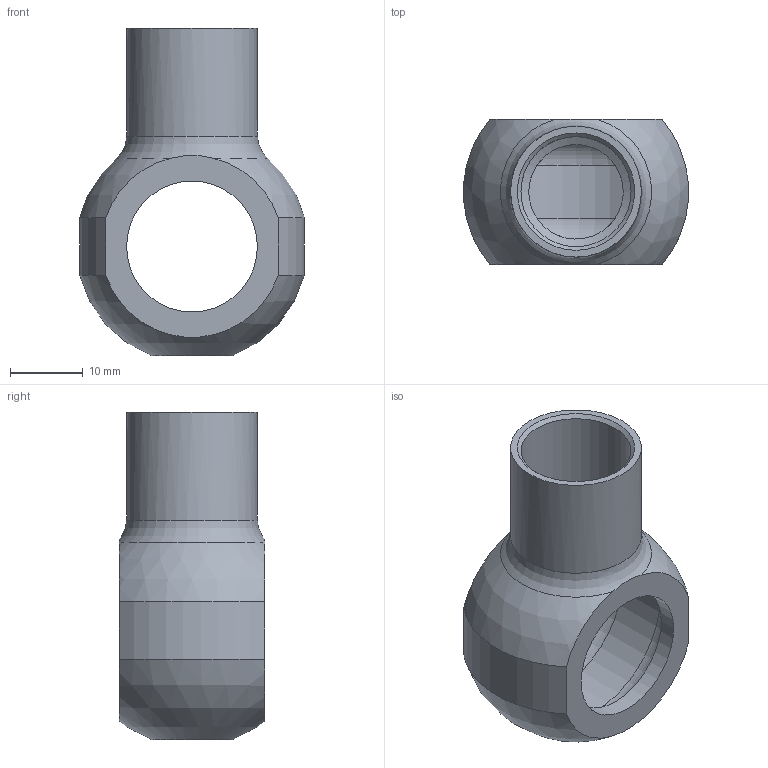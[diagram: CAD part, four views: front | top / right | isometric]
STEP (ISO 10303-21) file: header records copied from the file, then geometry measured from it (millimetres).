
FILE_DESCRIPTION((''),'2;1');
FILE_NAME('74723215.stp','2014-09-08T15:04:57',(''),('KNOMI spol. s r. o.'),'Autodesk Inventor 2012','Autodesk Inventor 2012','');
FILE_SCHEMA(('AUTOMOTIVE_DESIGN { 1 2 10303 214 0 1 1 1 }'));
Length unit declared in the file: millimetre
Products named in the file (1): Oko st.příp.pájecí D18/Tr15,Js-13
Bounding box: 30.91 x 20 x 45 mm (x, y, z)
Volume: 6334.3 mm3; surface area: 5618.7 mm2
Topology: 1 solids, 1 shells, 20 faces, 53 edges, 34 vertices
Faces by surface type: cylinder 8, plane 4, sphere 3, torus 3, cone 2
Full cylindrical faces by diameter (mm): 13 x1, 15.15 x1, 18 x3
Entity records: 613 total; most frequent: CARTESIAN_POINT 162, DIRECTION 96, ORIENTED_EDGE 70, AXIS2_PLACEMENT_3D 46, EDGE_CURVE 35, EDGE_LOOP 34, VERTEX_POINT 27, CIRCLE 25
